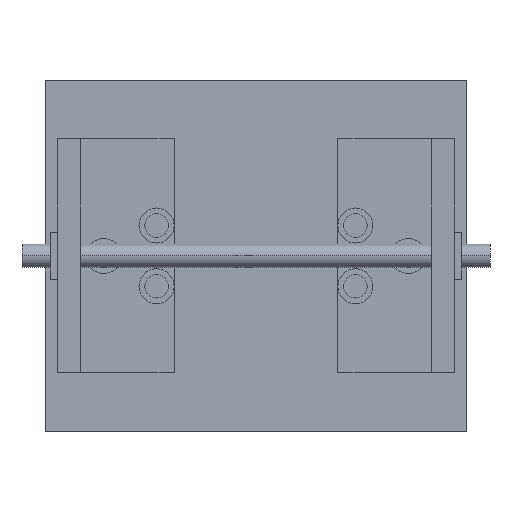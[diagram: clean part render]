
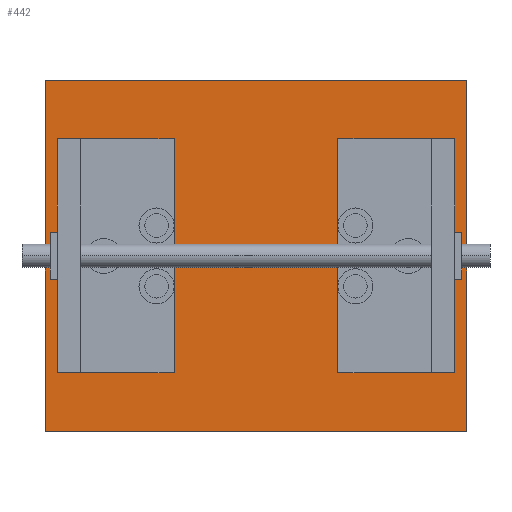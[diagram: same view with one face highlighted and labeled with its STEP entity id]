
A CAD part, top view. The second image highlights one B-rep face of the part: STEP entity #442.
In plain terms, the highlighted planar face has unit normal (0, 0, 1).
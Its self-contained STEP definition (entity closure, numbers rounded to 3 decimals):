
#55=CARTESIAN_POINT('#55',(180.,0.0,20.));
#56=VERTEX_POINT('',#55);
#61=CARTESIAN_POINT('#61',(180.,150.,20.));
#62=VERTEX_POINT('',#61);
#63=CARTESIAN_POINT('#63',(0.0,150.,20.));
#64=VERTEX_POINT('',#63);
#67=CARTESIAN_POINT('#67',(0.0,0.0,20.));
#68=VERTEX_POINT('',#67);
#69=CARTESIAN_POINT('#69',(43.17,90.49,20.));
#70=VERTEX_POINT('',#69);
#71=CARTESIAN_POINT('#71',(51.83,85.49,20.));
#72=VERTEX_POINT('',#71);
#73=CARTESIAN_POINT('#73',(25.,70.,20.));
#74=VERTEX_POINT('',#73);
#75=CARTESIAN_POINT('#75',(25.,80.,20.));
#76=VERTEX_POINT('',#75);
#77=CARTESIAN_POINT('#77',(43.17,59.51,20.));
#78=VERTEX_POINT('',#77);
#79=CARTESIAN_POINT('#79',(51.83,64.51,20.));
#80=VERTEX_POINT('',#79);
#81=CARTESIAN_POINT('#81',(128.17,64.51,20.));
#82=VERTEX_POINT('',#81);
#83=CARTESIAN_POINT('#83',(136.83,59.51,20.));
#84=VERTEX_POINT('',#83);
#85=CARTESIAN_POINT('#85',(155.,70.,20.));
#86=VERTEX_POINT('',#85);
#87=CARTESIAN_POINT('#87',(155.,80.,20.));
#88=VERTEX_POINT('',#87);
#89=CARTESIAN_POINT('#89',(128.17,85.49,20.));
#90=VERTEX_POINT('',#89);
#91=CARTESIAN_POINT('#91',(136.83,90.49,20.));
#92=VERTEX_POINT('',#91);
#131=CARTESIAN_POINT('#131',(180.,0.0,20.));
#132=DIRECTION('#132',(0.0,1.0,0.0));
#133=VECTOR('#133',#132,150.);
#134=LINE('',#131,#133);
#143=CARTESIAN_POINT('#143',(0.0,150.,20.));
#144=DIRECTION('#144',(1.0,0.0,0.0));
#145=VECTOR('#145',#144,180.);
#146=LINE('',#143,#145);
#147=CARTESIAN_POINT('#147',(0.0,0.0,20.));
#148=DIRECTION('#148',(0.0,1.0,0.0));
#149=VECTOR('#149',#148,150.);
#150=LINE('',#147,#149);
#151=CARTESIAN_POINT('#151',(0.0,0.0,20.));
#152=DIRECTION('#152',(1.0,0.0,0.0));
#153=VECTOR('#153',#152,180.);
#154=LINE('',#151,#153);
#155=CARTESIAN_POINT('#155',(47.5,87.99,20.));
#156=DIRECTION('#156',(0.0,0.0,1.0));
#157=DIRECTION('#157',(0.866,-0.5,0.0));
#158=AXIS2_PLACEMENT_3D('#158',#155,#156,#157);
#159=CIRCLE('',#158,5.0);
#160=CARTESIAN_POINT('#160',(47.5,87.99,20.));
#161=DIRECTION('#161',(0.0,0.0,1.0));
#162=DIRECTION('#162',(0.866,-0.5,0.0));
#163=AXIS2_PLACEMENT_3D('#163',#160,#161,#162);
#164=CIRCLE('',#163,5.0);
#165=CARTESIAN_POINT('#165',(25.,75.,20.));
#166=DIRECTION('#166',(0.0,0.0,1.0));
#167=DIRECTION('#167',(0.0,1.0,0.0));
#168=AXIS2_PLACEMENT_3D('#168',#165,#166,#167);
#169=CIRCLE('',#168,5.0);
#170=CARTESIAN_POINT('#170',(25.,75.,20.));
#171=DIRECTION('#171',(0.0,0.0,1.0));
#172=DIRECTION('#172',(0.0,1.0,0.0));
#173=AXIS2_PLACEMENT_3D('#173',#170,#171,#172);
#174=CIRCLE('',#173,5.0);
#175=CARTESIAN_POINT('#175',(47.5,62.01,20.));
#176=DIRECTION('#176',(0.0,0.0,1.0));
#177=DIRECTION('#177',(-0.866,-0.5,0.0));
#178=AXIS2_PLACEMENT_3D('#178',#175,#176,#177);
#179=CIRCLE('',#178,5.0);
#180=CARTESIAN_POINT('#180',(47.5,62.01,20.));
#181=DIRECTION('#181',(0.0,0.0,1.0));
#182=DIRECTION('#182',(-0.866,-0.5,0.0));
#183=AXIS2_PLACEMENT_3D('#183',#180,#181,#182);
#184=CIRCLE('',#183,5.0);
#185=CARTESIAN_POINT('#185',(132.5,62.01,20.));
#186=DIRECTION('#186',(0.0,0.0,1.0));
#187=DIRECTION('#187',(0.866,-0.5,0.0));
#188=AXIS2_PLACEMENT_3D('#188',#185,#186,#187);
#189=CIRCLE('',#188,5.0);
#190=CARTESIAN_POINT('#190',(132.5,62.01,20.));
#191=DIRECTION('#191',(0.0,0.0,1.0));
#192=DIRECTION('#192',(0.866,-0.5,0.0));
#193=AXIS2_PLACEMENT_3D('#193',#190,#191,#192);
#194=CIRCLE('',#193,5.0);
#195=CARTESIAN_POINT('#195',(155.,75.,20.));
#196=DIRECTION('#196',(0.0,0.0,1.0));
#197=DIRECTION('#197',(0.0,1.0,0.0));
#198=AXIS2_PLACEMENT_3D('#198',#195,#196,#197);
#199=CIRCLE('',#198,5.0);
#200=CARTESIAN_POINT('#200',(155.,75.,20.));
#201=DIRECTION('#201',(0.0,0.0,1.0));
#202=DIRECTION('#202',(0.0,1.0,0.0));
#203=AXIS2_PLACEMENT_3D('#203',#200,#201,#202);
#204=CIRCLE('',#203,5.0);
#205=CARTESIAN_POINT('#205',(132.5,87.99,20.));
#206=DIRECTION('#206',(0.0,0.0,1.0));
#207=DIRECTION('#207',(-0.866,-0.5,0.0));
#208=AXIS2_PLACEMENT_3D('#208',#205,#206,#207);
#209=CIRCLE('',#208,5.0);
#210=CARTESIAN_POINT('#210',(132.5,87.99,20.));
#211=DIRECTION('#211',(0.0,0.0,1.0));
#212=DIRECTION('#212',(-0.866,-0.5,0.0));
#213=AXIS2_PLACEMENT_3D('#213',#210,#211,#212);
#214=CIRCLE('',#213,5.0);
#338=EDGE_CURVE('',#56,#62,#134,.T.);
#341=EDGE_CURVE('',#64,#62,#146,.T.);
#342=EDGE_CURVE('',#68,#64,#150,.T.);
#343=EDGE_CURVE('',#68,#56,#154,.T.);
#344=EDGE_CURVE('',#72,#70,#159,.T.);
#345=EDGE_CURVE('',#70,#72,#164,.T.);
#346=EDGE_CURVE('',#76,#74,#169,.T.);
#347=EDGE_CURVE('',#74,#76,#174,.T.);
#348=EDGE_CURVE('',#78,#80,#179,.T.);
#349=EDGE_CURVE('',#80,#78,#184,.T.);
#350=EDGE_CURVE('',#84,#82,#189,.T.);
#351=EDGE_CURVE('',#82,#84,#194,.T.);
#352=EDGE_CURVE('',#88,#86,#199,.T.);
#353=EDGE_CURVE('',#86,#88,#204,.T.);
#354=EDGE_CURVE('',#90,#92,#209,.T.);
#355=EDGE_CURVE('',#92,#90,#214,.T.);
#407=ORIENTED_EDGE('#407',*,*,#343,.T.);
#408=ORIENTED_EDGE('#408',*,*,#338,.T.);
#409=ORIENTED_EDGE('#409',*,*,#341,.F.);
#410=ORIENTED_EDGE('#410',*,*,#342,.F.);
#411=EDGE_LOOP('#411',(#407,#408,#409,#410));
#412=FACE_OUTER_BOUND('#412',#411,.T.);
#413=ORIENTED_EDGE('#413',*,*,#344,.F.);
#414=ORIENTED_EDGE('#414',*,*,#345,.F.);
#415=EDGE_LOOP('#415',(#413,#414));
#416=FACE_BOUND('#416',#415,.T.);
#417=ORIENTED_EDGE('#417',*,*,#346,.F.);
#418=ORIENTED_EDGE('#418',*,*,#347,.F.);
#419=EDGE_LOOP('#419',(#417,#418));
#420=FACE_BOUND('#420',#419,.T.);
#421=ORIENTED_EDGE('#421',*,*,#349,.F.);
#422=ORIENTED_EDGE('#422',*,*,#348,.F.);
#423=EDGE_LOOP('#423',(#421,#422));
#424=FACE_BOUND('#424',#423,.T.);
#425=ORIENTED_EDGE('#425',*,*,#350,.F.);
#426=ORIENTED_EDGE('#426',*,*,#351,.F.);
#427=EDGE_LOOP('#427',(#425,#426));
#428=FACE_BOUND('#428',#427,.T.);
#429=ORIENTED_EDGE('#429',*,*,#352,.F.);
#430=ORIENTED_EDGE('#430',*,*,#353,.F.);
#431=EDGE_LOOP('#431',(#429,#430));
#432=FACE_BOUND('#432',#431,.T.);
#433=ORIENTED_EDGE('#433',*,*,#355,.F.);
#434=ORIENTED_EDGE('#434',*,*,#354,.F.);
#435=EDGE_LOOP('#435',(#433,#434));
#436=FACE_BOUND('#436',#435,.T.);
#437=CARTESIAN_POINT('#437',(0.0,150.,20.));
#438=DIRECTION('#438',(0.0,0.0,1.0));
#439=DIRECTION('#439',(-1.,0.0,0.0));
#440=AXIS2_PLACEMENT_3D('#440',#437,#438,#439);
#441=PLANE('',#440);
#442=ADVANCED_FACE('',(#412,#416,#420,#424,#428,#432,#436),#441,.T.);
